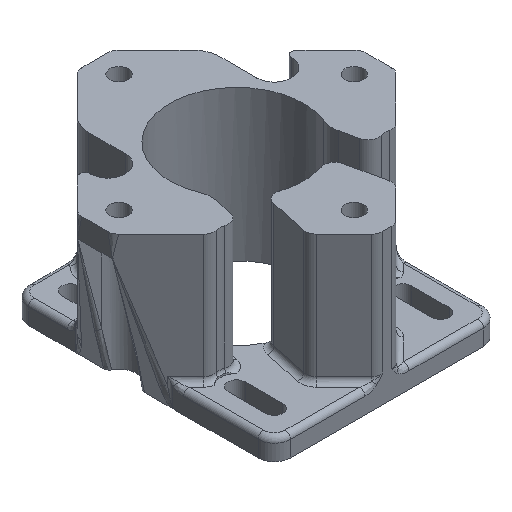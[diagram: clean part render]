
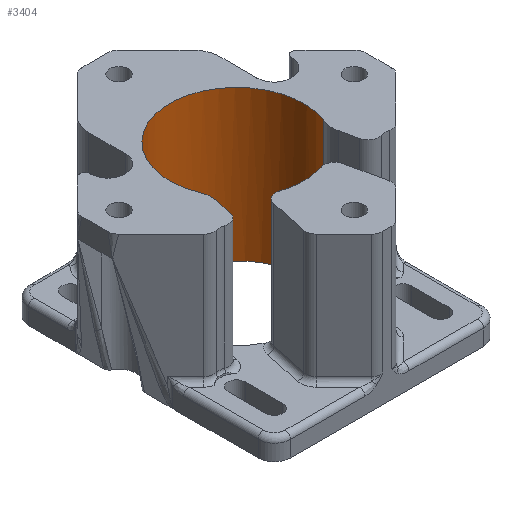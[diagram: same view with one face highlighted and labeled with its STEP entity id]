
A CAD part, isometric view. The second image highlights one B-rep face of the part: STEP entity #3404.
In plain terms, the highlighted cylindrical face has radius 12.5 mm (diameter 25 mm), a full revolution.
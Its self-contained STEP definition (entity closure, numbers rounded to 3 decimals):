
#184=LINE('',#5198,#384);
#208=LINE('',#5386,#408);
#270=LINE('',#6621,#470);
#291=LINE('',#6802,#491);
#318=LINE('',#7925,#518);
#384=VECTOR('',#4041,10.);
#408=VECTOR('',#4159,10.);
#470=VECTOR('',#4417,10.);
#491=VECTOR('',#4518,10.);
#518=VECTOR('',#4685,14.2);
#592=CYLINDRICAL_SURFACE('',#3772,12.5);
#822=FACE_OUTER_BOUND('',#1045,.T.);
#1045=EDGE_LOOP('',(#3111,#3112,#3113,#3114,#3115,#3116,#3117,#3118,#3119,
#3120,#3121,#3122,#3123,#3124,#3125,#3126));
#1064=B_SPLINE_CURVE_WITH_KNOTS('',3,(#5321,#5322,#5323,#5324,#5325,#5326,
#5327,#5328),.UNSPECIFIED.,.F.,.F.,(4,2,2,4),(0.745,0.791,
0.934,0.934),.UNSPECIFIED.);
#1068=B_SPLINE_CURVE_WITH_KNOTS('',3,(#5395,#5396,#5397,#5398,#5399,#5400,
#5401,#5402),.UNSPECIFIED.,.F.,.F.,(4,2,2,4),(-0.001,0.,
0.175,0.224),.UNSPECIFIED.);
#1119=B_SPLINE_CURVE_WITH_KNOTS('',3,(#6738,#6739,#6740,#6741,#6742,#6743,
#6744,#6745),.UNSPECIFIED.,.F.,.F.,(4,2,2,4),(0.745,0.791,
0.934,0.934),.UNSPECIFIED.);
#1123=B_SPLINE_CURVE_WITH_KNOTS('',3,(#6808,#6809,#6810,#6811,#6812,#6813,
#6814,#6815),.UNSPECIFIED.,.F.,.F.,(4,2,2,4),(-0.001,0.,
0.175,0.224),.UNSPECIFIED.);
#1176=CIRCLE('',#3445,12.5);
#1229=CIRCLE('',#3545,12.5);
#1318=CIRCLE('',#3738,12.5);
#1330=CIRCLE('',#3771,12.5);
#1331=CIRCLE('',#3773,12.5);
#1332=CIRCLE('',#3774,12.5);
#1354=VERTEX_POINT('',#4856);
#1355=VERTEX_POINT('',#4858);
#1434=VERTEX_POINT('',#5194);
#1435=VERTEX_POINT('',#5196);
#1461=VERTEX_POINT('',#5309);
#1462=VERTEX_POINT('',#5311);
#1472=VERTEX_POINT('',#5383);
#1473=VERTEX_POINT('',#5385);
#1559=VERTEX_POINT('',#6618);
#1560=VERTEX_POINT('',#6620);
#1588=VERTEX_POINT('',#6798);
#1589=VERTEX_POINT('',#6800);
#1634=VERTEX_POINT('',#7919);
#1635=VERTEX_POINT('',#7922);
#1664=EDGE_CURVE('',#1355,#1354,#1176,.T.);
#1773=EDGE_CURVE('',#1434,#1435,#184,.T.);
#1811=EDGE_CURVE('',#1461,#1462,#1229,.T.);
#1816=EDGE_CURVE('',#1461,#1434,#1064,.T.);
#1833=EDGE_CURVE('',#1473,#1472,#208,.T.);
#1838=EDGE_CURVE('',#1472,#1462,#1068,.T.);
#1986=EDGE_CURVE('',#1559,#1560,#270,.T.);
#2021=EDGE_CURVE('',#1355,#1559,#1119,.T.);
#2038=EDGE_CURVE('',#1589,#1588,#291,.T.);
#2041=EDGE_CURVE('',#1588,#1354,#1123,.T.);
#2097=EDGE_CURVE('',#1435,#1560,#1318,.T.);
#2136=EDGE_CURVE('',#1634,#1634,#1330,.F.);
#2137=EDGE_CURVE('',#1473,#1635,#1331,.T.);
#2138=EDGE_CURVE('',#1635,#1589,#1332,.T.);
#2139=EDGE_CURVE('',#1635,#1634,#318,.T.);
#3111=ORIENTED_EDGE('',*,*,#2137,.F.);
#3112=ORIENTED_EDGE('',*,*,#1833,.T.);
#3113=ORIENTED_EDGE('',*,*,#1838,.T.);
#3114=ORIENTED_EDGE('',*,*,#1811,.F.);
#3115=ORIENTED_EDGE('',*,*,#1816,.T.);
#3116=ORIENTED_EDGE('',*,*,#1773,.T.);
#3117=ORIENTED_EDGE('',*,*,#2097,.T.);
#3118=ORIENTED_EDGE('',*,*,#1986,.F.);
#3119=ORIENTED_EDGE('',*,*,#2021,.F.);
#3120=ORIENTED_EDGE('',*,*,#1664,.T.);
#3121=ORIENTED_EDGE('',*,*,#2041,.F.);
#3122=ORIENTED_EDGE('',*,*,#2038,.F.);
#3123=ORIENTED_EDGE('',*,*,#2138,.F.);
#3124=ORIENTED_EDGE('',*,*,#2139,.T.);
#3125=ORIENTED_EDGE('',*,*,#2136,.T.);
#3126=ORIENTED_EDGE('',*,*,#2139,.F.);
#3404=ADVANCED_FACE('',(#822),#592,.F.);
#3445=AXIS2_PLACEMENT_3D('',#4859,#3835,#3836);
#3545=AXIS2_PLACEMENT_3D('',#5312,#4109,#4110);
#3738=AXIS2_PLACEMENT_3D('',#7468,#4599,#4600);
#3771=AXIS2_PLACEMENT_3D('',#7920,#4677,#4678);
#3772=AXIS2_PLACEMENT_3D('',#7921,#4679,#4680);
#3773=AXIS2_PLACEMENT_3D('',#7923,#4681,#4682);
#3774=AXIS2_PLACEMENT_3D('',#7924,#4683,#4684);
#3835=DIRECTION('center_axis',(0.,0.,
1.));
#3836=DIRECTION('ref_axis',(0.,1.,0.));
#4041=DIRECTION('',(0.,0.,1.));
#4109=DIRECTION('center_axis',(0.,0.,
-1.));
#4110=DIRECTION('ref_axis',(0.,1.,0.));
#4159=DIRECTION('',(0.,0.,-1.));
#4417=DIRECTION('',(0.,0.,1.));
#4518=DIRECTION('',(0.,0.,-1.));
#4599=DIRECTION('center_axis',(0.,0.,
1.));
#4600=DIRECTION('ref_axis',(0.,1.,0.));
#4677=DIRECTION('center_axis',(0.,0.,
1.));
#4678=DIRECTION('ref_axis',(0.,1.,0.));
#4679=DIRECTION('center_axis',(0.,0.,-1.));
#4680=DIRECTION('ref_axis',(0.,1.,0.));
#4681=DIRECTION('center_axis',(0.,0.,
-1.));
#4682=DIRECTION('ref_axis',(0.,1.,0.));
#4683=DIRECTION('center_axis',(0.,0.,
-1.));
#4684=DIRECTION('ref_axis',(0.,1.,0.));
#4685=DIRECTION('',(0.,0.,-1.));
#4856=CARTESIAN_POINT('',(-5.781,-57.763,-43.018));
#4858=CARTESIAN_POINT('',(-10.259,-53.822,-43.018));
#4859=CARTESIAN_POINT('Origin',(0.,-46.68,
-43.018));
#5194=CARTESIAN_POINT('',(11.593,-51.356,-42.018));
#5196=CARTESIAN_POINT('',(11.593,-51.356,-19.018));
#5198=CARTESIAN_POINT('',(11.593,-51.356,-24.351));
#5309=CARTESIAN_POINT('',(10.259,-53.822,-43.018));
#5311=CARTESIAN_POINT('',(5.781,-57.763,-43.018));
#5312=CARTESIAN_POINT('Origin',(0.,-46.68,
-43.018));
#5321=CARTESIAN_POINT('Ctrl Pts',(10.259,-53.822,-43.018));
#5322=CARTESIAN_POINT('Ctrl Pts',(10.356,-53.683,-43.018));
#5323=CARTESIAN_POINT('Ctrl Pts',(10.465,-53.52,-43.));
#5324=CARTESIAN_POINT('Ctrl Pts',(10.971,-52.715,-42.802));
#5325=CARTESIAN_POINT('Ctrl Pts',(11.308,-52.06,-42.42));
#5326=CARTESIAN_POINT('Ctrl Pts',(11.591,-51.361,-42.021));
#5327=CARTESIAN_POINT('Ctrl Pts',(11.592,-51.359,-42.019));
#5328=CARTESIAN_POINT('Ctrl Pts',(11.593,-51.356,-42.018));
#5383=CARTESIAN_POINT('',(3.867,-58.567,-42.018));
#5385=CARTESIAN_POINT('',(3.867,-58.567,-19.018));
#5386=CARTESIAN_POINT('',(3.867,-58.567,-24.351));
#5395=CARTESIAN_POINT('Ctrl Pts',(3.867,-58.567,-42.018));
#5396=CARTESIAN_POINT('Ctrl Pts',(3.868,-58.567,-42.019));
#5397=CARTESIAN_POINT('Ctrl Pts',(3.87,-58.566,-42.021));
#5398=CARTESIAN_POINT('Ctrl Pts',(4.311,-58.423,-42.374));
#5399=CARTESIAN_POINT('Ctrl Pts',(4.806,-58.234,-42.78));
#5400=CARTESIAN_POINT('Ctrl Pts',(5.48,-57.916,-42.991));
#5401=CARTESIAN_POINT('Ctrl Pts',(5.631,-57.842,-43.018));
#5402=CARTESIAN_POINT('Ctrl Pts',(5.781,-57.763,-43.018));
#6618=CARTESIAN_POINT('',(-11.593,-51.356,-42.018));
#6620=CARTESIAN_POINT('',(-11.593,-51.356,-19.018));
#6621=CARTESIAN_POINT('',(-11.593,-51.356,-24.351));
#6738=CARTESIAN_POINT('Ctrl Pts',(-10.259,-53.822,-43.018));
#6739=CARTESIAN_POINT('Ctrl Pts',(-10.356,-53.683,-43.018));
#6740=CARTESIAN_POINT('Ctrl Pts',(-10.465,-53.52,-43.));
#6741=CARTESIAN_POINT('Ctrl Pts',(-10.971,-52.715,-42.802));
#6742=CARTESIAN_POINT('Ctrl Pts',(-11.308,-52.06,-42.42));
#6743=CARTESIAN_POINT('Ctrl Pts',(-11.591,-51.361,-42.021));
#6744=CARTESIAN_POINT('Ctrl Pts',(-11.592,-51.359,-42.019));
#6745=CARTESIAN_POINT('Ctrl Pts',(-11.593,-51.356,-42.018));
#6798=CARTESIAN_POINT('',(-3.867,-58.567,-42.018));
#6800=CARTESIAN_POINT('',(-3.867,-58.567,-19.018));
#6802=CARTESIAN_POINT('',(-3.867,-58.567,-24.351));
#6808=CARTESIAN_POINT('Ctrl Pts',(-3.867,-58.567,-42.018));
#6809=CARTESIAN_POINT('Ctrl Pts',(-3.868,-58.567,-42.019));
#6810=CARTESIAN_POINT('Ctrl Pts',(-3.87,-58.566,-42.021));
#6811=CARTESIAN_POINT('Ctrl Pts',(-4.311,-58.423,-42.374));
#6812=CARTESIAN_POINT('Ctrl Pts',(-4.806,-58.234,-42.78));
#6813=CARTESIAN_POINT('Ctrl Pts',(-5.48,-57.916,-42.991));
#6814=CARTESIAN_POINT('Ctrl Pts',(-5.631,-57.842,-43.018));
#6815=CARTESIAN_POINT('Ctrl Pts',(-5.781,-57.763,-43.018));
#7468=CARTESIAN_POINT('Origin',(0.,-46.68,
-19.018));
#7919=CARTESIAN_POINT('',(0.,-59.18,-47.018));
#7920=CARTESIAN_POINT('Origin',(0.,-46.68,
-47.018));
#7921=CARTESIAN_POINT('Origin',(0.,-46.68,
-24.351));
#7922=CARTESIAN_POINT('',(0.,-59.18,-19.018));
#7923=CARTESIAN_POINT('Origin',(0.,-46.68,
-19.018));
#7924=CARTESIAN_POINT('Origin',(0.,-46.68,
-19.018));
#7925=CARTESIAN_POINT('',(0.,-59.18,-24.351));
